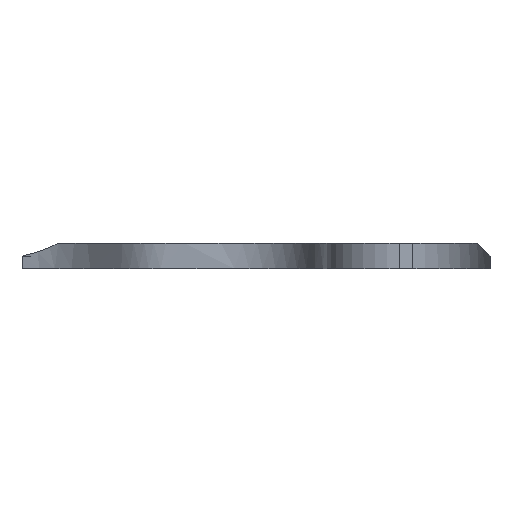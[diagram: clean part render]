
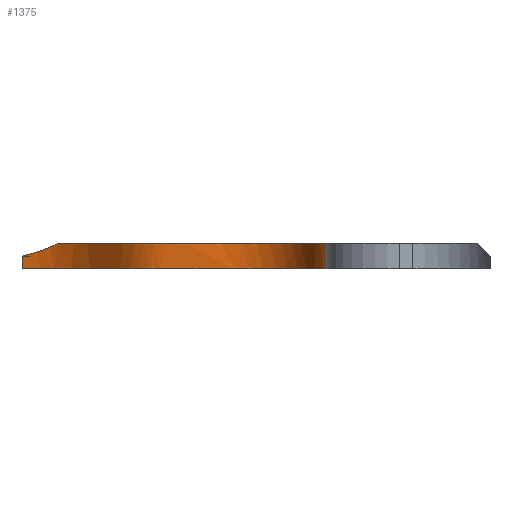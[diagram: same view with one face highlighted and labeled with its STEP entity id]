
A CAD part, front view. The second image highlights one B-rep face of the part: STEP entity #1375.
In plain terms, the highlighted free-form (B-spline) face has degree [3, 1] with [22, 2] control points.
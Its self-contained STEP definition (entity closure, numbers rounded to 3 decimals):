
#47=B_SPLINE_SURFACE_WITH_KNOTS('',3,1,((#2178,#2179),(#2180,#2181),(#2182,
#2183),(#2184,#2185),(#2186,#2187),(#2188,#2189),(#2190,#2191),(#2192,#2193),
(#2194,#2195),(#2196,#2197),(#2198,#2199),(#2200,#2201),(#2202,#2203),(#2204,
#2205),(#2206,#2207),(#2208,#2209),(#2210,#2211),(#2212,#2213),(#2214,#2215),
(#2216,#2217),(#2218,#2219),(#2220,#2221)),.UNSPECIFIED.,.F.,.F.,.F.,(4,
3,3,3,3,3,3,4),(2,2),(0.057,0.122,0.277,
0.411,0.527,0.657,0.797,
1.),(0.,0.2),.UNSPECIFIED.);
#85=B_SPLINE_CURVE_WITH_KNOTS('',3,(#1918,#1919,#1920,#1921),
 .UNSPECIFIED.,.F.,.F.,(4,4),(-0.212,0.),.UNSPECIFIED.);
#86=B_SPLINE_CURVE_WITH_KNOTS('',3,(#1926,#1927,#1928,#1929,#1930,#1931,
#1932,#1933,#1934,#1935,#1936,#1937,#1938,#1939,#1940,#1941,#1942,#1943,
#1944),.UNSPECIFIED.,.F.,.F.,(4,3,3,3,3,3,4),(0.123,0.277,
0.411,0.527,0.657,0.797,
1.),.UNSPECIFIED.);
#93=B_SPLINE_CURVE_WITH_KNOTS('',3,(#2225,#2226,#2227,#2228,#2229,#2230,
#2231,#2232,#2233,#2234,#2235,#2236,#2237,#2238,#2239,#2240,#2241,#2242,
#2243,#2244,#2245,#2246),.UNSPECIFIED.,.F.,.F.,(4,3,3,3,3,3,3,4),(-1.,-0.797,
-0.657,-0.527,-0.411,-0.277,
-0.122,-0.057),.UNSPECIFIED.);
#184=FACE_OUTER_BOUND('',#274,.T.);
#274=EDGE_LOOP('',(#979,#980,#981,#982,#983));
#384=LINE('',#2223,#482);
#385=LINE('',#2247,#483);
#482=VECTOR('',#1652,10.);
#483=VECTOR('',#1653,10.);
#566=VERTEX_POINT('',#1916);
#567=VERTEX_POINT('',#1917);
#568=VERTEX_POINT('',#1925);
#620=VERTEX_POINT('',#2222);
#621=VERTEX_POINT('',#2224);
#707=EDGE_CURVE('',#566,#567,#85,.T.);
#710=EDGE_CURVE('',#567,#568,#86,.T.);
#763=EDGE_CURVE('',#620,#566,#384,.T.);
#764=EDGE_CURVE('',#621,#620,#93,.T.);
#765=EDGE_CURVE('',#621,#568,#385,.T.);
#979=ORIENTED_EDGE('',*,*,#707,.F.);
#980=ORIENTED_EDGE('',*,*,#763,.F.);
#981=ORIENTED_EDGE('',*,*,#764,.F.);
#982=ORIENTED_EDGE('',*,*,#765,.T.);
#983=ORIENTED_EDGE('',*,*,#710,.F.);
#1375=ADVANCED_FACE('',(#184),#47,.T.);
#1652=DIRECTION('',(0.,0.,1.));
#1653=DIRECTION('',(0.,0.,1.));
#1916=CARTESIAN_POINT('',(357.015,8.654,6.5));
#1917=CARTESIAN_POINT('',(359.836,7.654,7.5));
#1918=CARTESIAN_POINT('Ctrl Pts',(357.015,8.654,6.5));
#1919=CARTESIAN_POINT('Ctrl Pts',(358.361,8.375,6.779));
#1920=CARTESIAN_POINT('Ctrl Pts',(359.275,7.956,7.198));
#1921=CARTESIAN_POINT('Ctrl Pts',(359.836,7.654,7.5));
#1925=CARTESIAN_POINT('',(380.66,-9.864,7.5));
#1926=CARTESIAN_POINT('Ctrl Pts',(359.836,7.654,7.5));
#1927=CARTESIAN_POINT('Ctrl Pts',(361.713,6.642,7.5));
#1928=CARTESIAN_POINT('Ctrl Pts',(362.894,5.18,7.5));
#1929=CARTESIAN_POINT('Ctrl Pts',(363.985,3.986,7.5));
#1930=CARTESIAN_POINT('Ctrl Pts',(364.933,2.948,7.5));
#1931=CARTESIAN_POINT('Ctrl Pts',(365.825,2.142,7.5));
#1932=CARTESIAN_POINT('Ctrl Pts',(366.954,1.726,7.5));
#1933=CARTESIAN_POINT('Ctrl Pts',(367.935,1.364,7.5));
#1934=CARTESIAN_POINT('Ctrl Pts',(369.121,1.293,7.5));
#1935=CARTESIAN_POINT('Ctrl Pts',(370.439,1.295,7.5));
#1936=CARTESIAN_POINT('Ctrl Pts',(371.916,1.297,7.5));
#1937=CARTESIAN_POINT('Ctrl Pts',(373.512,1.318,7.5));
#1938=CARTESIAN_POINT('Ctrl Pts',(374.915,0.909,7.5));
#1939=CARTESIAN_POINT('Ctrl Pts',(376.422,0.468,7.5));
#1940=CARTESIAN_POINT('Ctrl Pts',(377.715,-0.442,7.5));
#1941=CARTESIAN_POINT('Ctrl Pts',(378.654,-1.796,7.5));
#1942=CARTESIAN_POINT('Ctrl Pts',(380.016,-3.759,7.5));
#1943=CARTESIAN_POINT('Ctrl Pts',(380.66,-6.578,7.5));
#1944=CARTESIAN_POINT('Ctrl Pts',(380.66,-9.864,7.5));
#2178=CARTESIAN_POINT('Ctrl Pts',(357.015,8.654,5.5));
#2179=CARTESIAN_POINT('Ctrl Pts',(357.015,8.654,7.5));
#2180=CARTESIAN_POINT('Ctrl Pts',(358.083,8.432,5.5));
#2181=CARTESIAN_POINT('Ctrl Pts',(358.083,8.432,7.5));
#2182=CARTESIAN_POINT('Ctrl Pts',(359.007,8.096,5.5));
#2183=CARTESIAN_POINT('Ctrl Pts',(359.007,8.096,7.5));
#2184=CARTESIAN_POINT('Ctrl Pts',(359.804,7.671,5.5));
#2185=CARTESIAN_POINT('Ctrl Pts',(359.804,7.671,7.5));
#2186=CARTESIAN_POINT('Ctrl Pts',(361.699,6.659,5.5));
#2187=CARTESIAN_POINT('Ctrl Pts',(361.699,6.659,7.5));
#2188=CARTESIAN_POINT('Ctrl Pts',(362.888,5.187,5.5));
#2189=CARTESIAN_POINT('Ctrl Pts',(362.888,5.187,7.5));
#2190=CARTESIAN_POINT('Ctrl Pts',(363.985,3.986,5.5));
#2191=CARTESIAN_POINT('Ctrl Pts',(363.985,3.986,7.5));
#2192=CARTESIAN_POINT('Ctrl Pts',(364.933,2.948,5.5));
#2193=CARTESIAN_POINT('Ctrl Pts',(364.933,2.948,7.5));
#2194=CARTESIAN_POINT('Ctrl Pts',(365.825,2.142,5.5));
#2195=CARTESIAN_POINT('Ctrl Pts',(365.825,2.142,7.5));
#2196=CARTESIAN_POINT('Ctrl Pts',(366.954,1.726,5.5));
#2197=CARTESIAN_POINT('Ctrl Pts',(366.954,1.726,7.5));
#2198=CARTESIAN_POINT('Ctrl Pts',(367.935,1.364,5.5));
#2199=CARTESIAN_POINT('Ctrl Pts',(367.935,1.364,7.5));
#2200=CARTESIAN_POINT('Ctrl Pts',(369.121,1.293,5.5));
#2201=CARTESIAN_POINT('Ctrl Pts',(369.121,1.293,7.5));
#2202=CARTESIAN_POINT('Ctrl Pts',(370.439,1.295,5.5));
#2203=CARTESIAN_POINT('Ctrl Pts',(370.439,1.295,7.5));
#2204=CARTESIAN_POINT('Ctrl Pts',(371.916,1.297,5.5));
#2205=CARTESIAN_POINT('Ctrl Pts',(371.916,1.297,7.5));
#2206=CARTESIAN_POINT('Ctrl Pts',(373.512,1.318,5.5));
#2207=CARTESIAN_POINT('Ctrl Pts',(373.512,1.318,7.5));
#2208=CARTESIAN_POINT('Ctrl Pts',(374.915,0.909,5.5));
#2209=CARTESIAN_POINT('Ctrl Pts',(374.915,0.909,7.5));
#2210=CARTESIAN_POINT('Ctrl Pts',(376.422,0.468,5.5));
#2211=CARTESIAN_POINT('Ctrl Pts',(376.422,0.468,7.5));
#2212=CARTESIAN_POINT('Ctrl Pts',(377.715,-0.442,5.5));
#2213=CARTESIAN_POINT('Ctrl Pts',(377.715,-0.442,7.5));
#2214=CARTESIAN_POINT('Ctrl Pts',(378.654,-1.796,5.5));
#2215=CARTESIAN_POINT('Ctrl Pts',(378.654,-1.796,7.5));
#2216=CARTESIAN_POINT('Ctrl Pts',(380.016,-3.759,5.5));
#2217=CARTESIAN_POINT('Ctrl Pts',(380.016,-3.759,7.5));
#2218=CARTESIAN_POINT('Ctrl Pts',(380.66,-6.578,5.5));
#2219=CARTESIAN_POINT('Ctrl Pts',(380.66,-6.578,7.5));
#2220=CARTESIAN_POINT('Ctrl Pts',(380.66,-9.864,5.5));
#2221=CARTESIAN_POINT('Ctrl Pts',(380.66,-9.864,7.5));
#2222=CARTESIAN_POINT('',(357.015,8.654,5.5));
#2223=CARTESIAN_POINT('',(357.015,8.654,5.5));
#2224=CARTESIAN_POINT('',(380.66,-9.864,5.5));
#2225=CARTESIAN_POINT('Ctrl Pts',(380.66,-9.864,5.5));
#2226=CARTESIAN_POINT('Ctrl Pts',(380.66,-6.578,5.5));
#2227=CARTESIAN_POINT('Ctrl Pts',(380.016,-3.759,5.5));
#2228=CARTESIAN_POINT('Ctrl Pts',(378.654,-1.796,5.5));
#2229=CARTESIAN_POINT('Ctrl Pts',(377.715,-0.442,5.5));
#2230=CARTESIAN_POINT('Ctrl Pts',(376.422,0.468,5.5));
#2231=CARTESIAN_POINT('Ctrl Pts',(374.915,0.909,5.5));
#2232=CARTESIAN_POINT('Ctrl Pts',(373.512,1.318,5.5));
#2233=CARTESIAN_POINT('Ctrl Pts',(371.916,1.297,5.5));
#2234=CARTESIAN_POINT('Ctrl Pts',(370.439,1.295,5.5));
#2235=CARTESIAN_POINT('Ctrl Pts',(369.121,1.293,5.5));
#2236=CARTESIAN_POINT('Ctrl Pts',(367.935,1.364,5.5));
#2237=CARTESIAN_POINT('Ctrl Pts',(366.954,1.726,5.5));
#2238=CARTESIAN_POINT('Ctrl Pts',(365.825,2.142,5.5));
#2239=CARTESIAN_POINT('Ctrl Pts',(364.933,2.948,5.5));
#2240=CARTESIAN_POINT('Ctrl Pts',(363.985,3.986,5.5));
#2241=CARTESIAN_POINT('Ctrl Pts',(362.888,5.187,5.5));
#2242=CARTESIAN_POINT('Ctrl Pts',(361.699,6.659,5.5));
#2243=CARTESIAN_POINT('Ctrl Pts',(359.804,7.671,5.5));
#2244=CARTESIAN_POINT('Ctrl Pts',(359.007,8.096,5.5));
#2245=CARTESIAN_POINT('Ctrl Pts',(358.083,8.432,5.5));
#2246=CARTESIAN_POINT('Ctrl Pts',(357.015,8.654,5.5));
#2247=CARTESIAN_POINT('',(380.66,-9.864,5.5));
